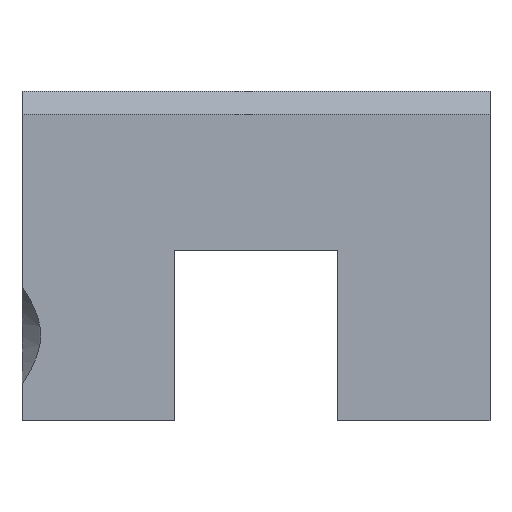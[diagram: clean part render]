
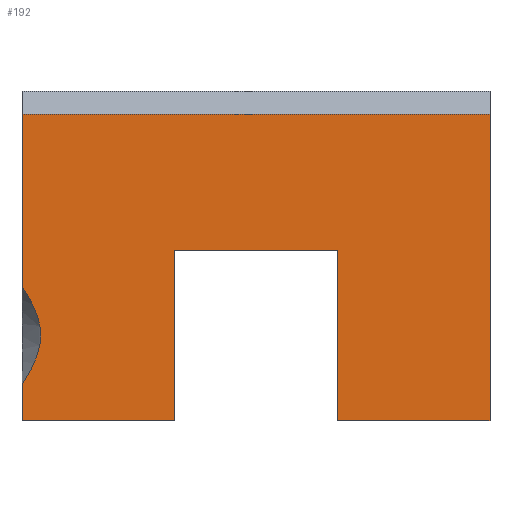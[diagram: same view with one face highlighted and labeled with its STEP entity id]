
A CAD part, top view. The second image highlights one B-rep face of the part: STEP entity #192.
In plain terms, the highlighted planar face has unit normal (0, 0, 1).
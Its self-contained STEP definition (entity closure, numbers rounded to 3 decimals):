
#83=CARTESIAN_POINT('',(171.289,129.062,46.2));
#84=DIRECTION('',(0.,0.,1.));
#85=DIRECTION('',(1.,0.,0.));
#86=AXIS2_PLACEMENT_3D('',#83,#84,#85);
#87=PLANE('',#86);
#88=CARTESIAN_POINT('',(167.789,117.362,46.2));
#89=VERTEX_POINT('',#88);
#90=CARTESIAN_POINT('',(167.789,124.662,46.2));
#91=VERTEX_POINT('',#90);
#92=CARTESIAN_POINT('',(167.789,117.362,46.2));
#93=DIRECTION('',(0.,1.,0.));
#94=VECTOR('',#93,7.3);
#95=LINE('',#92,#94);
#96=EDGE_CURVE('',#89,#91,#95,.T.);
#97=ORIENTED_EDGE('',*,*,#96,.T.);
#98=CARTESIAN_POINT('',(174.789,124.662,46.2));
#99=VERTEX_POINT('',#98);
#100=CARTESIAN_POINT('',(167.789,124.662,46.2));
#101=DIRECTION('',(1.,0.,-0.));
#102=VECTOR('',#101,7.);
#103=LINE('',#100,#102);
#104=EDGE_CURVE('',#91,#99,#103,.T.);
#105=ORIENTED_EDGE('',*,*,#104,.T.);
#106=CARTESIAN_POINT('',(174.789,117.362,46.2));
#107=VERTEX_POINT('',#106);
#108=CARTESIAN_POINT('',(174.789,124.662,46.2));
#109=DIRECTION('',(0.,-1.,0.));
#110=VECTOR('',#109,7.3);
#111=LINE('',#108,#110);
#112=EDGE_CURVE('',#99,#107,#111,.T.);
#113=ORIENTED_EDGE('',*,*,#112,.T.);
#114=CARTESIAN_POINT('',(181.289,117.362,46.2));
#115=VERTEX_POINT('',#114);
#116=CARTESIAN_POINT('',(174.789,117.362,46.2));
#117=DIRECTION('',(1.,0.,-0.));
#118=VECTOR('',#117,6.5);
#119=LINE('',#116,#118);
#120=EDGE_CURVE('',#107,#115,#119,.T.);
#121=ORIENTED_EDGE('',*,*,#120,.T.);
#122=CARTESIAN_POINT('',(181.289,130.462,46.2));
#123=VERTEX_POINT('',#122);
#124=CARTESIAN_POINT('',(181.289,130.462,46.2));
#125=DIRECTION('',(-0.,-1.,-0.));
#126=VECTOR('',#125,13.1);
#127=LINE('',#124,#126);
#128=EDGE_CURVE('',#123,#115,#127,.T.);
#129=ORIENTED_EDGE('',*,*,#128,.F.);
#130=CARTESIAN_POINT('',(161.289,130.462,46.2));
#131=VERTEX_POINT('',#130);
#132=CARTESIAN_POINT('',(161.289,130.462,46.2));
#133=DIRECTION('',(1.,0.,-0.));
#134=VECTOR('',#133,20.);
#135=LINE('',#132,#134);
#136=EDGE_CURVE('',#131,#123,#135,.T.);
#137=ORIENTED_EDGE('',*,*,#136,.F.);
#138=CARTESIAN_POINT('',(161.289,123.109,46.2));
#139=VERTEX_POINT('',#138);
#140=CARTESIAN_POINT('',(161.289,130.462,46.2));
#141=DIRECTION('',(-0.,-1.,-0.));
#142=VECTOR('',#141,7.352);
#143=LINE('',#140,#142);
#144=EDGE_CURVE('',#131,#139,#143,.T.);
#145=ORIENTED_EDGE('',*,*,#144,.T.);
#146=CARTESIAN_POINT('',(161.289,118.914,46.2));
#147=VERTEX_POINT('',#146);
#148=CARTESIAN_POINT('',(161.289,118.914,46.2));
#149=CARTESIAN_POINT('',(161.393,119.071,46.2));
#150=CARTESIAN_POINT('',(161.493,119.231,46.2));
#151=CARTESIAN_POINT('',(161.586,119.395,46.2));
#152=CARTESIAN_POINT('',(161.679,119.559,46.2));
#153=CARTESIAN_POINT('',(161.765,119.727,46.2));
#154=CARTESIAN_POINT('',(161.84,119.902,46.2));
#155=CARTESIAN_POINT('',(161.915,120.077,46.2));
#156=CARTESIAN_POINT('',(161.978,120.259,46.2));
#157=CARTESIAN_POINT('',(162.021,120.444,46.2));
#158=CARTESIAN_POINT('',(162.043,120.536,46.2));
#159=CARTESIAN_POINT('',(162.06,120.63,46.2));
#160=CARTESIAN_POINT('',(162.071,120.724,46.2));
#161=CARTESIAN_POINT('',(162.083,120.819,46.2));
#162=CARTESIAN_POINT('',(162.089,120.915,46.2));
#163=CARTESIAN_POINT('',(162.089,121.011,46.2));
#164=CARTESIAN_POINT('',(162.089,121.202,46.2));
#165=CARTESIAN_POINT('',(162.065,121.39,46.2));
#166=CARTESIAN_POINT('',(162.022,121.575,46.2));
#167=CARTESIAN_POINT('',(161.979,121.76,46.2));
#168=CARTESIAN_POINT('',(161.916,121.943,46.2));
#169=CARTESIAN_POINT('',(161.841,122.117,46.2));
#170=CARTESIAN_POINT('',(161.693,122.466,46.2));
#171=CARTESIAN_POINT('',(161.5,122.792,46.2));
#172=CARTESIAN_POINT('',(161.289,123.109,46.2));
#173=B_SPLINE_CURVE_WITH_KNOTS('',3,(#148,#149,#150,#151,#152,#153,#154,#155,#156,#157,#158,#159,#160,#161,#162,#163,#164,#165,#166,#167,#168,#169,#170,#171,#172),.UNSPECIFIED.,.F.,.F.,(4,3,3,3,3,3,3,3,4),(0.004,0.004,0.005,0.005,0.006,0.006,0.007,0.007,0.008),.UNSPECIFIED.);
#174=EDGE_CURVE('',#147,#139,#173,.T.);
#175=ORIENTED_EDGE('',*,*,#174,.F.);
#176=CARTESIAN_POINT('',(161.289,117.362,46.2));
#177=VERTEX_POINT('',#176);
#178=CARTESIAN_POINT('',(161.289,118.914,46.2));
#179=DIRECTION('',(-0.,-1.,-0.));
#180=VECTOR('',#179,1.552);
#181=LINE('',#178,#180);
#182=EDGE_CURVE('',#147,#177,#181,.T.);
#183=ORIENTED_EDGE('',*,*,#182,.T.);
#184=CARTESIAN_POINT('',(161.289,117.362,46.2));
#185=DIRECTION('',(1.,0.,-0.));
#186=VECTOR('',#185,6.5);
#187=LINE('',#184,#186);
#188=EDGE_CURVE('',#177,#89,#187,.T.);
#189=ORIENTED_EDGE('',*,*,#188,.T.);
#190=EDGE_LOOP('',(#97,#105,#113,#121,#129,#137,#145,#175,#183,#189));
#191=FACE_BOUND('',#190,.T.);
#192=ADVANCED_FACE('',(#191),#87,.T.);
